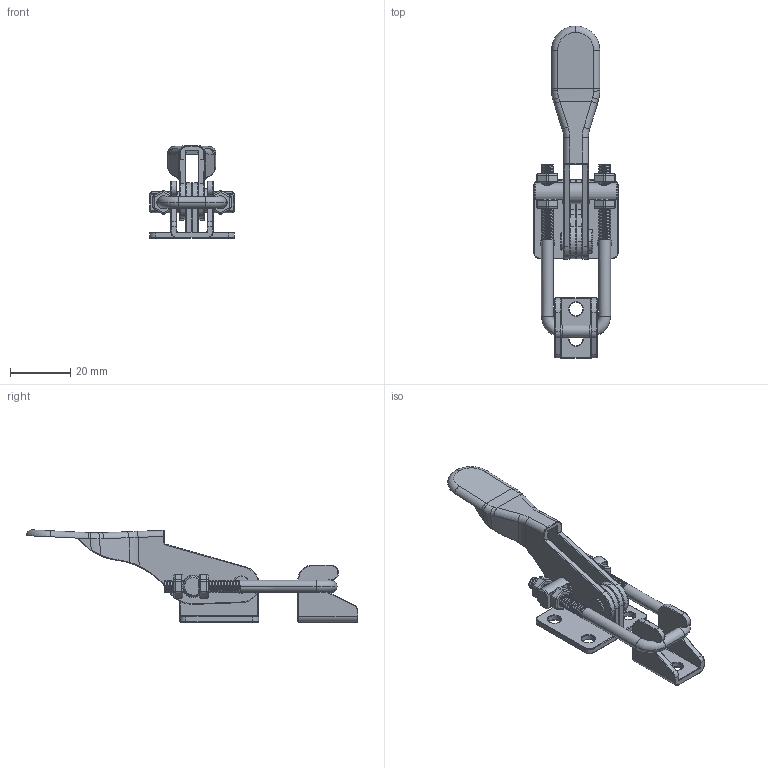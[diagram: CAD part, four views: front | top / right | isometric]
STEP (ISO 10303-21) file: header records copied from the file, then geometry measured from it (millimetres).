
FILE_DESCRIPTION (( 'STEP AP214' ), '1' );
FILE_NAME ('TH-40323.STEP', '2016-01-14T02:25:03', ( '' ), ( '' ), 'SwSTEP 2.0', 'SolidWorks 2010', '' );
FILE_SCHEMA (( 'AUTOMOTIVE_DESIGN' ));
Length unit declared in the file: millimetre
Products named in the file (9): 扣座; M4螺母; 軸; 座; TH-40323; 勾; 軸心; 手柄; 座(2)
Assembly tree (11 placements, depth 2):
  TH-40323
    座
    扣座
    軸心
    軸
    勾
    M4螺母  x4
    座(2)
    手柄
Bounding box: 28.2 x 110.5 x 30.72 mm (x, y, z)
Volume: 10148.3 mm3; surface area: 12289.1 mm2
Topology: 11 solids, 11 shells, 758 faces, 1783 edges, 1027 vertices
Faces by surface type: cylinder 355, torus 171, plane 100, sphere 58, bspline 51, cone 23
Entity records: 33701 total; most frequent: CARTESIAN_POINT 19391, DIRECTION 3023, ORIENTED_EDGE 2980, EDGE_CURVE 1490, AXIS2_PLACEMENT_3D 1278, VERTEX_POINT 879, CIRCLE 689, EDGE_LOOP 655
